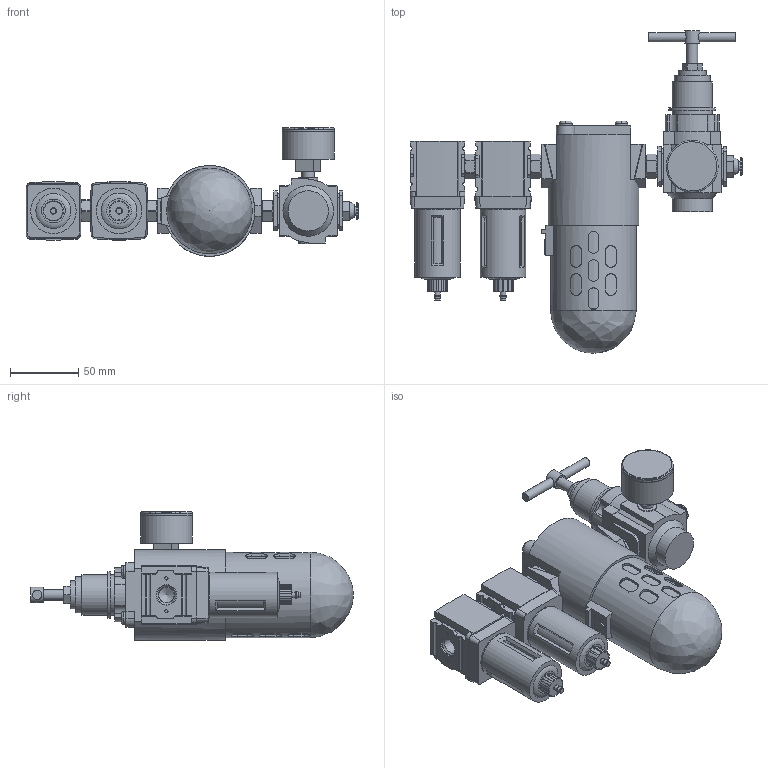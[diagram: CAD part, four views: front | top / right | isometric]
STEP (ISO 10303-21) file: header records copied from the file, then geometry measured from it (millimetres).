
FILE_DESCRIPTION (( 'STEP AP203' ), '1' );
FILE_NAME ('99-0284.STEP', '2019-12-12T19:05:15', ( '' ), ( '' ), 'SwSTEP 2.0', 'SolidWorks 2019', '' );
FILE_SCHEMA (( 'CONFIG_CONTROL_DESIGN' ));
Length unit declared in the file: inch
Products named in the file (11): S90R002-RegBase; 99-0284; S90R002-Gauge; S90R002; S90R002-RegTop; S90L007; 90-0127; 90-0126; S90F09X_S90F092; 90-0103; S90F091_51205K132
Assembly tree (11 placements, depth 3):
  99-0284
    S90L007
    S90F091_51205K132  x3
    S90R002
      S90R002-RegBase
      S90R002-RegTop
      S90R002-Gauge
    90-0127
    90-0126
    S90F09X_S90F092
  90-0103
Bounding box: 243.06 x 236.06 x 94.2 mm (x, y, z)
Volume: 913136.1 mm3; surface area: 196115.5 mm2
Topology: 11 solids, 15 shells, 926 faces, 2428 edges, 1602 vertices
Faces by surface type: plane 605, cylinder 218, cone 51, bspline 46, torus 6
Full cylindrical faces by diameter (mm): 2.286 x8, 2.5 x2, 3.969 x4, 4.572 x2, 6.604 x1, 6.731 x1, 6.756 x2, 7.112 x3, 8 x1, 8.58 x2, 9.23 x1, 9.271 x2, 10.795 x2, 11.11 x1, 11.199 x5, 12.7 x3, 14 x4, 14.935 x2, 19.05 x1, 20.5 x1, 20.574 x2, 23.495 x1, 25.4 x1, 26.3 x1, 26.924 x1, 28.194 x2, 29.5 x3, 32.639 x1, 32.766 x1, 33.274 x2
Entity records: 41173 total; most frequent: CARTESIAN_POINT 19615, ORIENTED_EDGE 4204, DIRECTION 3988, EDGE_CURVE 2103, VECTOR 1476, LINE 1476, VERTEX_POINT 1442, AXIS2_PLACEMENT_3D 1256
